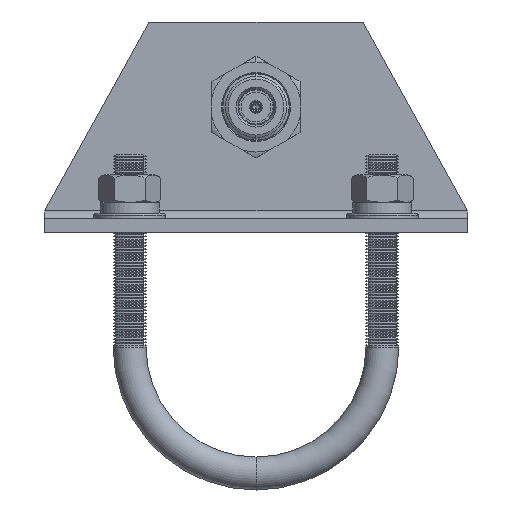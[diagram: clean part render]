
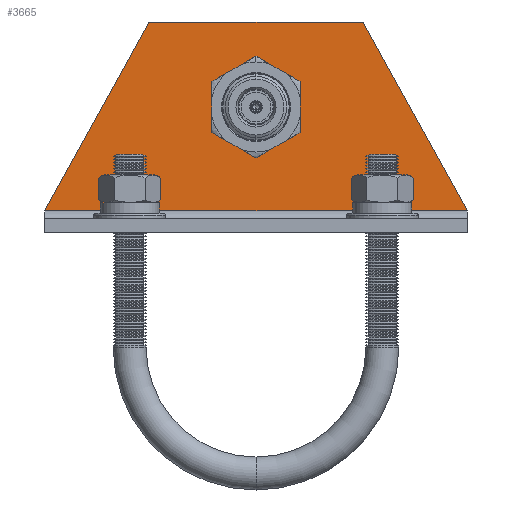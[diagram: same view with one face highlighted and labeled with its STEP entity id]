
A CAD part, front view. The second image highlights one B-rep face of the part: STEP entity #3665.
In plain terms, the highlighted face is planar.
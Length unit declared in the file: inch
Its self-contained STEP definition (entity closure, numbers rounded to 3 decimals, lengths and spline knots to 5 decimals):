
#8 = AXIS2_PLACEMENT_3D ( 'NONE', #32, #19, #18 ) ;
#9 = PLANE ( 'NONE',  #8 ) ;
#18 = DIRECTION ( 'NONE',  ( 0., 0., -1. ) ) ;
#19 = DIRECTION ( 'NONE',  ( 1., 0., 0. ) ) ;
#20 = FACE_OUTER_BOUND ( 'NONE', #3738, .T. ) ;
#32 = CARTESIAN_POINT ( 'NONE',  ( -0.127, 1.975, -1.965 ) ) ;
#33 = FACE_BOUND ( 'NONE', #3569, .T. ) ;
#1361 = LINE ( 'NONE', #1366, #1367 ) ;
#1366 = CARTESIAN_POINT ( 'NONE',  ( -0.127, 1., -1.965 ) ) ;
#1367 = VECTOR ( 'NONE', #1800, 39.37008 ) ;
#1800 = DIRECTION ( 'NONE',  ( 0., 0.484, 0.875 ) ) ;
#3168 = EDGE_CURVE ( 'NONE', #3176, #3177, #10093, .T. ) ;
#3175 = VERTEX_POINT ( 'NONE', #11351 ) ;
#3176 = VERTEX_POINT ( 'NONE', #11353 ) ;
#3177 = VERTEX_POINT ( 'NONE', #11352 ) ;
#3567 = VERTEX_POINT ( 'NONE', #4249 ) ;
#3569 = EDGE_LOOP ( 'NONE', ( #3573, #3795 ) ) ;
#3573 = ORIENTED_EDGE ( 'NONE', *, *, #3168, .F. ) ;
#3574 = EDGE_CURVE ( 'NONE', #3567, #3790, #1361, .T. ) ;
#3577 = ORIENTED_EDGE ( 'NONE', *, *, #3574, .F. ) ;
#3665 = ADVANCED_FACE ( 'NONE', ( #33, #20 ), #9, .F. ) ;
#3666 = ORIENTED_EDGE ( 'NONE', *, *, #3669, .F. ) ;
#3667 = VERTEX_POINT ( 'NONE', #13020 ) ;
#3669 = EDGE_CURVE ( 'NONE', #3790, #3667, #10492, .T. ) ;
#3671 = ORIENTED_EDGE ( 'NONE', *, *, #3792, .T. ) ;
#3736 = ORIENTED_EDGE ( 'NONE', *, *, #3740, .F. ) ;
#3737 = EDGE_CURVE ( 'NONE', #3177, #3176, #9400, .T. ) ;
#3738 = EDGE_LOOP ( 'NONE', ( #3671, #3736, #3666, #3577 ) ) ;
#3740 = EDGE_CURVE ( 'NONE', #3667, #3175, #9388, .T. ) ;
#3790 = VERTEX_POINT ( 'NONE', #9424 ) ;
#3792 = EDGE_CURVE ( 'NONE', #3567, #3175, #9462, .T. ) ;
#3795 = ORIENTED_EDGE ( 'NONE', *, *, #3737, .F. ) ;
#4249 = CARTESIAN_POINT ( 'NONE',  ( -0.127, 1., -1.965 ) ) ;
#9380 = DIRECTION ( 'NONE',  ( 0., 0.484, -0.875 ) ) ;
#9381 = VECTOR ( 'NONE', #9380, 39.37008 ) ;
#9384 = DIRECTION ( 'NONE',  ( 0., 0., -1. ) ) ;
#9385 = DIRECTION ( 'NONE',  ( -1., 0., 0. ) ) ;
#9386 = CARTESIAN_POINT ( 'NONE',  ( -0.127, 0., -1.1705 ) ) ;
#9387 = AXIS2_PLACEMENT_3D ( 'NONE', #9386, #9385, #9384 ) ;
#9388 = LINE ( 'NONE', #9401, #9381 ) ;
#9400 = CIRCLE ( 'NONE', #9387, 0.3225 ) ;
#9401 = CARTESIAN_POINT ( 'NONE',  ( -0.127, -1., -1.965 ) ) ;
#9424 = CARTESIAN_POINT ( 'NONE',  ( -0.127, 1.975, -0.2 ) ) ;
#9450 = DIRECTION ( 'NONE',  ( 0., -1., 0. ) ) ;
#9451 = VECTOR ( 'NONE', #9450, 39.37008 ) ;
#9452 = CARTESIAN_POINT ( 'NONE',  ( -0.127, 1.975, -1.965 ) ) ;
#9462 = LINE ( 'NONE', #9452, #9451 ) ;
#10089 = DIRECTION ( 'NONE',  ( 0., 0., -1. ) ) ;
#10090 = DIRECTION ( 'NONE',  ( -1., 0., 0. ) ) ;
#10091 = CARTESIAN_POINT ( 'NONE',  ( -0.127, 0., -1.1705 ) ) ;
#10093 = CIRCLE ( 'NONE', #10094, 0.3225 ) ;
#10094 = AXIS2_PLACEMENT_3D ( 'NONE', #10091, #10090, #10089 ) ;
#10413 = VECTOR ( 'NONE', #10420, 39.37008 ) ;
#10420 = DIRECTION ( 'NONE',  ( 0., -1., 0. ) ) ;
#10490 = CARTESIAN_POINT ( 'NONE',  ( -0.127, 1.975, -0.2 ) ) ;
#10492 = LINE ( 'NONE', #10490, #10413 ) ;
#11351 = CARTESIAN_POINT ( 'NONE',  ( -0.127, -1., -1.965 ) ) ;
#11352 = CARTESIAN_POINT ( 'NONE',  ( -0.127, 0., -0.848 ) ) ;
#11353 = CARTESIAN_POINT ( 'NONE',  ( -0.127, 0., -1.493 ) ) ;
#13020 = CARTESIAN_POINT ( 'NONE',  ( -0.127, -1.975, -0.2 ) ) ;
